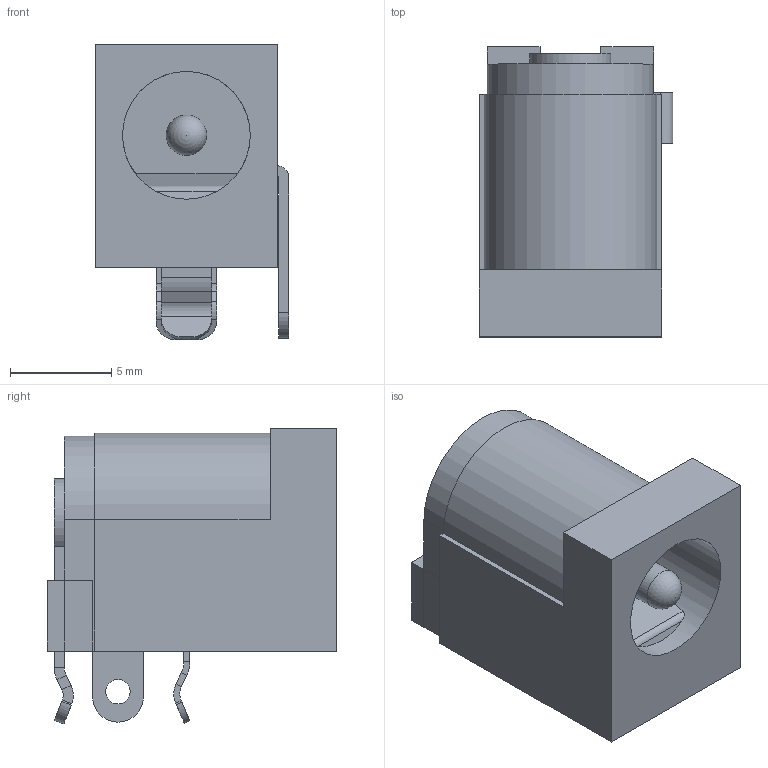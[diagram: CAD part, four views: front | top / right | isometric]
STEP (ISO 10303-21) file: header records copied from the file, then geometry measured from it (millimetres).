
FILE_DESCRIPTION(('FreeCAD Model'),'2;1');
FILE_NAME('Open CASCADE Shape Model','2024-10-07T15:42:59',( 'kicad StepUp'),('ksu MCAD'),'Open CASCADE STEP processor 7.8', 'FreeCAD','Unknown');
FILE_SCHEMA(('AUTOMOTIVE_DESIGN { 1 0 10303 214 1 1 1 1 }'));
Length unit declared in the file: millimetre
Products named in the file (1): BarrelJack_GCT_DCJ200-10-A_Horizontal
Bounding box: 9.55 x 14.3 x 14.59 mm (x, y, z)
Volume: 1033 mm3; surface area: 1035.7 mm2
Topology: 1 solids, 1 shells, 108 faces, 257 edges, 151 vertices
Faces by surface type: plane 83, cylinder 24, sphere 1
Full cylindrical faces by diameter (mm): 1.2 x1, 2 x1, 6.3 x1
Entity records: 3561 total; most frequent: CARTESIAN_POINT 540, DIRECTION 527, ORIENTED_EDGE 516, EDGE_CURVE 256, LINE 199, VECTOR 199, AXIS2_PLACEMENT_3D 164, VERTEX_POINT 151
